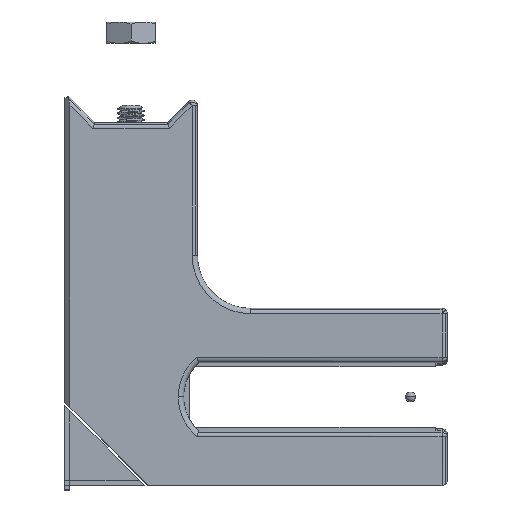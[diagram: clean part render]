
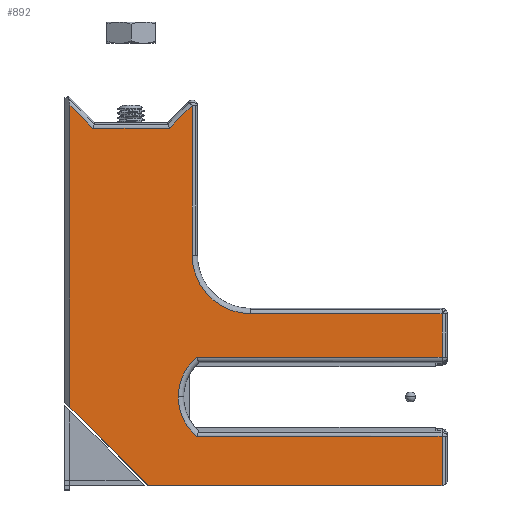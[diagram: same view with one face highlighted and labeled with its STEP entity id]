
A CAD part, top view. The second image highlights one B-rep face of the part: STEP entity #892.
In plain terms, the highlighted planar face has unit normal (0, 0, 1).
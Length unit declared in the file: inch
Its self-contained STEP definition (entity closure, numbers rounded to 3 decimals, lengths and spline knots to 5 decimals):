
#892=ADVANCED_FACE('',(#1889),#1890,.F.);
#1889=FACE_OUTER_BOUND('',#3675,.T.);
#1890=PLANE('',#3676);
#3675=EDGE_LOOP('',(#6640,#6641,#6642,#6643,#6644,#6645,#6646,#6647,#6648,#6649,#6650,#6651,#6652,#6653,#6654));
#3676=AXIS2_PLACEMENT_3D('',#6655,#6656,#6657);
#6640=ORIENTED_EDGE('',*,*,#9056,.F.);
#6641=ORIENTED_EDGE('',*,*,#9057,.F.);
#6642=ORIENTED_EDGE('',*,*,#8272,.F.);
#6643=ORIENTED_EDGE('',*,*,#8731,.F.);
#6644=ORIENTED_EDGE('',*,*,#9058,.F.);
#6645=ORIENTED_EDGE('',*,*,#8798,.F.);
#6646=ORIENTED_EDGE('',*,*,#9059,.F.);
#6647=ORIENTED_EDGE('',*,*,#9060,.T.);
#6648=ORIENTED_EDGE('',*,*,#8223,.T.);
#6649=ORIENTED_EDGE('',*,*,#9061,.F.);
#6650=ORIENTED_EDGE('',*,*,#9062,.F.);
#6651=ORIENTED_EDGE('',*,*,#8794,.F.);
#6652=ORIENTED_EDGE('',*,*,#8754,.F.);
#6653=ORIENTED_EDGE('',*,*,#8468,.F.);
#6654=ORIENTED_EDGE('',*,*,#9063,.F.);
#6655=CARTESIAN_POINT('',(-2.9904,0.14568,0.15709));
#6656=DIRECTION('',(0.,0.,-1.0));
#6657=DIRECTION('',(1.0,0.,0.));
#8223=EDGE_CURVE('',#9552,#9550,#9553,.T.);
#8272=EDGE_CURVE('',#9639,#9641,#9642,.T.);
#8468=EDGE_CURVE('',#9971,#9973,#9974,.T.);
#8731=EDGE_CURVE('',#10393,#9639,#10395,.T.);
#8754=EDGE_CURVE('',#9973,#10427,#10428,.T.);
#8794=EDGE_CURVE('',#10427,#10482,#10487,.T.);
#8798=EDGE_CURVE('',#10492,#10494,#10495,.T.);
#9056=EDGE_CURVE('',#10835,#10836,#10837,.T.);
#9057=EDGE_CURVE('',#9641,#10835,#10838,.T.);
#9058=EDGE_CURVE('',#10494,#10393,#10839,.T.);
#9059=EDGE_CURVE('',#10840,#10492,#10841,.T.);
#9060=EDGE_CURVE('',#10840,#9552,#10842,.T.);
#9061=EDGE_CURVE('',#10843,#9550,#10844,.T.);
#9062=EDGE_CURVE('',#10482,#10843,#10845,.T.);
#9063=EDGE_CURVE('',#10836,#9971,#10846,.T.);
#9550=VERTEX_POINT('',#11748);
#9552=VERTEX_POINT('',#11751);
#9553=LINE('',#11752,#11753);
#9639=VERTEX_POINT('',#11949);
#9641=VERTEX_POINT('',#11951);
#9642=LINE('',#11952,#11953);
#9971=VERTEX_POINT('',#12646);
#9973=VERTEX_POINT('',#12648);
#9974=LINE('',#12649,#12650);
#10393=VERTEX_POINT('',#14586);
#10395=LINE('',#14588,#14589);
#10427=VERTEX_POINT('',#14706);
#10428=CIRCLE('',#14707,0.22441);
#10482=VERTEX_POINT('',#14815);
#10487=CIRCLE('',#14850,0.22441);
#10492=VERTEX_POINT('',#14856);
#10494=VERTEX_POINT('',#14858);
#10495=LINE('',#14859,#14860);
#10835=VERTEX_POINT('',#15659);
#10836=VERTEX_POINT('',#15660);
#10837=LINE('',#15661,#15662);
#10838=CIRCLE('',#15663,0.25984);
#10839=LINE('',#15664,#15665);
#10840=VERTEX_POINT('',#15666);
#10841=LINE('',#15667,#15668);
#10842=LINE('',#15669,#15670);
#10843=VERTEX_POINT('',#15671);
#10844=LINE('',#15672,#15673);
#10845=LINE('',#15674,#15675);
#10846=LINE('',#15676,#15677);
#11748=CARTESIAN_POINT('',(0.60239,-0.3937,0.15709));
#11751=CARTESIAN_POINT('',(-0.70511,-0.3937,0.15709));
#11752=CARTESIAN_POINT('',(-1.85135,-0.3937,0.15709));
#11753=VECTOR('',#17119,1.0);
#11949=CARTESIAN_POINT('',(-0.50908,1.29641,0.15709));
#11951=CARTESIAN_POINT('',(-0.50908,0.62992,0.15709));
#11952=CARTESIAN_POINT('',(-0.50908,1.04712,0.15709));
#11953=VECTOR('',#17179,1.0);
#12646=CARTESIAN_POINT('',(0.60239,0.17557,0.15709));
#12648=CARTESIAN_POINT('',(-0.48827,0.17557,0.15709));
#12649=CARTESIAN_POINT('',(-2.08519,0.17557,0.15709));
#12650=VECTOR('',#17409,1.0);
#14586=CARTESIAN_POINT('',(-0.61008,1.19541,0.15709));
#14588=CARTESIAN_POINT('',(-1.45514,0.35035,0.15709));
#14589=VECTOR('',#17581,1.);
#14706=CARTESIAN_POINT('',(-0.57046,0.,0.15709));
#14707=AXIS2_PLACEMENT_3D('',#17603,#17604,#17605);
#14815=CARTESIAN_POINT('',(-0.48827,-0.17557,0.15709));
#14850=AXIS2_PLACEMENT_3D('',#17653,#17654,#17655);
#14856=CARTESIAN_POINT('',(-1.05239,1.29641,0.15709));
#14858=CARTESIAN_POINT('',(-0.95139,1.19541,0.15709));
#14859=CARTESIAN_POINT('',(-1.26038,1.5044,0.15709));
#14860=VECTOR('',#17660,1.);
#15659=CARTESIAN_POINT('',(-0.24924,0.37008,0.15709));
#15660=CARTESIAN_POINT('',(0.60239,0.37008,0.15709));
#15661=CARTESIAN_POINT('',(-1.85135,0.37008,0.15709));
#15662=VECTOR('',#17918,1.0);
#15663=AXIS2_PLACEMENT_3D('',#17919,#17920,#17921);
#15664=CARTESIAN_POINT('',(-1.94527,1.19541,0.15709));
#15665=VECTOR('',#17922,1.0);
#15666=CARTESIAN_POINT('',(-1.05239,-0.04641,0.15709));
#15667=CARTESIAN_POINT('',(-1.05239,0.51338,0.15709));
#15668=VECTOR('',#17923,1.0);
#15669=CARTESIAN_POINT('',(-1.51143,0.41264,0.15709));
#15670=VECTOR('',#17924,1.);
#15671=CARTESIAN_POINT('',(0.60239,-0.17557,0.15709));
#15672=CARTESIAN_POINT('',(0.60239,-0.00645,0.15709));
#15673=VECTOR('',#17925,1.0);
#15674=CARTESIAN_POINT('',(-2.08519,-0.17557,0.15709));
#15675=VECTOR('',#17926,1.0);
#15676=CARTESIAN_POINT('',(0.60239,-0.00645,0.15709));
#15677=VECTOR('',#17927,1.0);
#17119=DIRECTION('',(1.0,0.,0.0));
#17179=DIRECTION('',(0.,-1.0,0.0));
#17409=DIRECTION('',(-1.0,0.,0.0));
#17581=DIRECTION('',(0.707,0.707,0.0));
#17603=CARTESIAN_POINT('',(-0.34606,0.00197,0.15709));
#17604=DIRECTION('',(0.,0.,1.0));
#17605=DIRECTION('',(-0.914,0.405,0.));
#17653=CARTESIAN_POINT('',(-0.34606,-0.00197,0.15709));
#17654=DIRECTION('',(0.,0.,1.0));
#17655=DIRECTION('',(-0.914,-0.405,0.));
#17660=DIRECTION('',(0.707,-0.707,0.0));
#17918=DIRECTION('',(1.0,0.,0.0));
#17919=CARTESIAN_POINT('',(-0.24924,0.62992,0.15709));
#17920=DIRECTION('',(0.,0.,1.0));
#17921=DIRECTION('',(-0.707,-0.707,0.));
#17922=DIRECTION('',(1.0,0.,0.0));
#17923=DIRECTION('',(0.,1.0,0.0));
#17924=DIRECTION('',(0.707,-0.707,0.0));
#17925=DIRECTION('',(0.,-1.0,0.0));
#17926=DIRECTION('',(1.0,0.,0.0));
#17927=DIRECTION('',(0.,-1.0,0.0));
